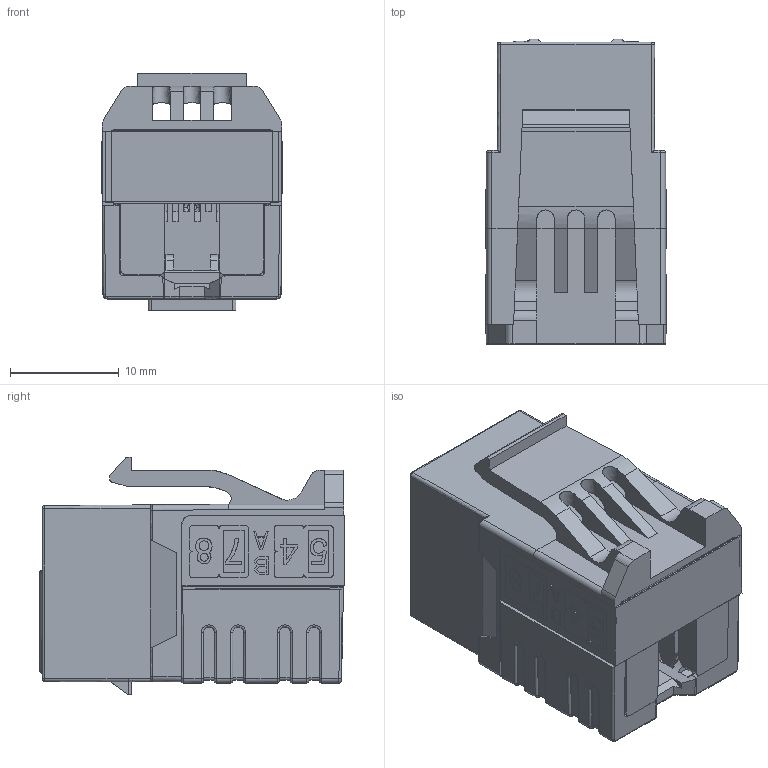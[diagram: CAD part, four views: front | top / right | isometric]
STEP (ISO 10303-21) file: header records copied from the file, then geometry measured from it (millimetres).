
FILE_DESCRIPTION (( 'STEP AP214' ), '1' );
FILE_NAME ('TSPAMJC6_3D.step', '2024-01-12T18:45:50', ( '' ), ( '' ), 'SwSTEP 2.0', 'SolidWorks 2022', '' );
FILE_SCHEMA (( 'AUTOMOTIVE_DESIGN' ));
Length unit declared in the file: inch
Products named in the file (2): TSPAMJC6; TSPAMJC6_3D
Assembly tree (1 placements, depth 2):
  TSPAMJC6_3D
    TSPAMJC6
Bounding box: 16.6 x 28.14 x 21.9 mm (x, y, z)
Surface area: 8010 mm2 (no closed solid volume)
Topology: 0 solids, 61 shells, 2295 faces, 7578 edges, 5341 vertices
Faces by surface type: bspline 1741, plane 554
Entity records: 86949 total; most frequent: CARTESIAN_POINT 39056, ORIENTED_EDGE 13343, EDGE_CURVE 7575, VERTEX_POINT 5349, B_SPLINE_CURVE_WITH_KNOTS 5265, DIRECTION 3006, EDGE_LOOP 2377, FACE_OUTER_BOUND 2297
